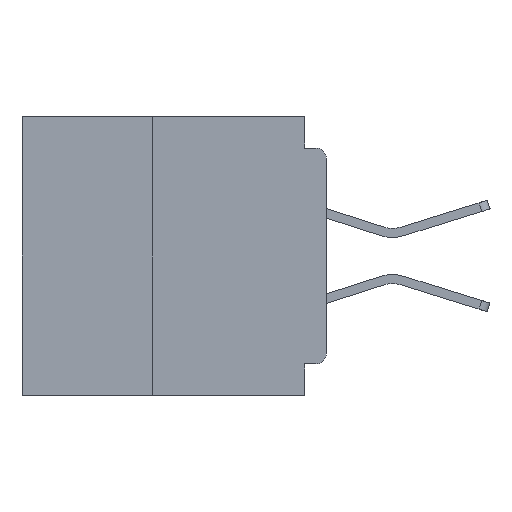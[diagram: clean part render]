
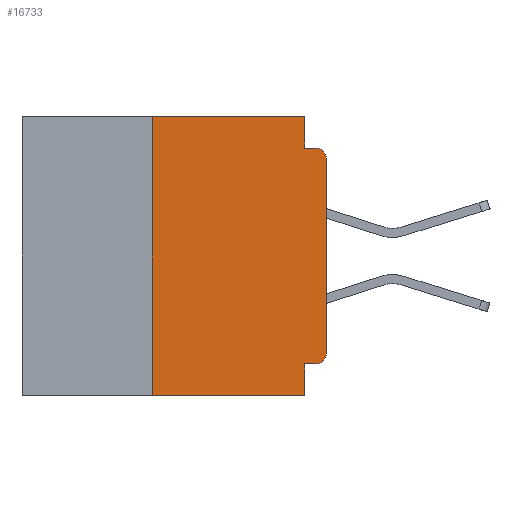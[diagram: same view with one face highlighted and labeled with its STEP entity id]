
A CAD part, left-side view. The second image highlights one B-rep face of the part: STEP entity #16733.
In plain terms, the highlighted planar face has unit normal (-1, 0, 0).
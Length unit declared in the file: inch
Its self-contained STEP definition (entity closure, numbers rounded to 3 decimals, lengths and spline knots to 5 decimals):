
#557 = EDGE_CURVE ( 'NONE', #33564, #10871, #24004, .T. ) ;
#1202 = DIRECTION ( 'NONE',  ( -1., 0., 0. ) ) ;
#1425 = DIRECTION ( 'NONE',  ( 0., -1., 0. ) ) ;
#1867 = VERTEX_POINT ( 'NONE', #1940 ) ;
#1940 = CARTESIAN_POINT ( 'NONE',  ( 0., 0.25, 0. ) ) ;
#2959 = LINE ( 'NONE', #17332, #18424 ) ;
#3083 = VERTEX_POINT ( 'NONE', #26565 ) ;
#4021 = VECTOR ( 'NONE', #11107, 39.37008 ) ;
#4947 = CARTESIAN_POINT ( 'NONE',  ( 0., 0.437, 0. ) ) ;
#5018 = ORIENTED_EDGE ( 'NONE', *, *, #5774, .T. ) ;
#5068 = LINE ( 'NONE', #34159, #36523 ) ;
#5409 = EDGE_CURVE ( 'NONE', #26540, #10499, #34578, .T. ) ;
#5565 = LINE ( 'NONE', #15858, #20992 ) ;
#5774 = EDGE_CURVE ( 'NONE', #12108, #10871, #21379, .T. ) ;
#5953 = ORIENTED_EDGE ( 'NONE', *, *, #14824, .F. ) ;
#6623 = LINE ( 'NONE', #33726, #30952 ) ;
#8174 = DIRECTION ( 'NONE',  ( 0., -1., 0. ) ) ;
#8399 = ORIENTED_EDGE ( 'NONE', *, *, #17199, .T. ) ;
#9042 = ORIENTED_EDGE ( 'NONE', *, *, #39525, .F. ) ;
#9550 = CARTESIAN_POINT ( 'NONE',  ( 0., 0.015, -0.355 ) ) ;
#10499 = VERTEX_POINT ( 'NONE', #26958 ) ;
#10871 = VERTEX_POINT ( 'NONE', #28672 ) ;
#11056 = CARTESIAN_POINT ( 'NONE',  ( 0., 0.437, -0.4 ) ) ;
#11107 = DIRECTION ( 'NONE',  ( 0., -1., 0. ) ) ;
#11347 = ORIENTED_EDGE ( 'NONE', *, *, #16324, .F. ) ;
#11419 = CARTESIAN_POINT ( 'NONE',  ( 0., 0.031, -0.4 ) ) ;
#11463 = AXIS2_PLACEMENT_3D ( 'NONE', #4947, #35442, #17383 ) ;
#11539 = VECTOR ( 'NONE', #30356, 39.37008 ) ;
#11764 = ORIENTED_EDGE ( 'NONE', *, *, #38236, .T. ) ;
#11798 = ORIENTED_EDGE ( 'NONE', *, *, #14271, .F. ) ;
#12108 = VERTEX_POINT ( 'NONE', #30546 ) ;
#12180 = CARTESIAN_POINT ( 'NONE',  ( 0., 0.25, -0.4 ) ) ;
#12974 = DIRECTION ( 'NONE',  ( 0., 1., 0. ) ) ;
#13901 = EDGE_LOOP ( 'NONE', ( #11764, #8399, #5953, #17083, #11798, #11347, #5018, #37883, #9042, #29569 ) ) ;
#14271 = EDGE_CURVE ( 'NONE', #1867, #19107, #2959, .T. ) ;
#14824 = EDGE_CURVE ( 'NONE', #31817, #3083, #16477, .T. ) ;
#15481 = VECTOR ( 'NONE', #1425, 39.37008 ) ;
#15858 = CARTESIAN_POINT ( 'NONE',  ( 0., 0.031, 0. ) ) ;
#15987 = DIRECTION ( 'NONE',  ( 0., 0., -1. ) ) ;
#16324 = EDGE_CURVE ( 'NONE', #12108, #1867, #36667, .T. ) ;
#16477 = LINE ( 'NONE', #37967, #15481 ) ;
#16733 = ADVANCED_FACE ( 'NONE', ( #20606 ), #29423, .F. ) ;
#17083 = ORIENTED_EDGE ( 'NONE', *, *, #23127, .F. ) ;
#17199 = EDGE_CURVE ( 'NONE', #31495, #3083, #19595, .T. ) ;
#17271 = CARTESIAN_POINT ( 'NONE',  ( 0., 0., -0.06 ) ) ;
#17332 = CARTESIAN_POINT ( 'NONE',  ( 0., 0.437, 0. ) ) ;
#17383 = DIRECTION ( 'NONE',  ( 0., 0., -1. ) ) ;
#17857 = DIRECTION ( 'NONE',  ( 0., 0., -1. ) ) ;
#17898 = DIRECTION ( 'NONE',  ( -1., 0., 0. ) ) ;
#17930 = CARTESIAN_POINT ( 'NONE',  ( 0., 0.015, -0.34 ) ) ;
#18256 = CARTESIAN_POINT ( 'NONE',  ( 0., 0.031, 0. ) ) ;
#18424 = VECTOR ( 'NONE', #8174, 39.37008 ) ;
#18715 = DIRECTION ( 'NONE',  ( 0., 0., 1. ) ) ;
#19107 = VERTEX_POINT ( 'NONE', #18256 ) ;
#19595 = CIRCLE ( 'NONE', #35066, 0.015 ) ;
#19725 = CARTESIAN_POINT ( 'NONE',  ( 0., 0.015, -0.06 ) ) ;
#20606 = FACE_OUTER_BOUND ( 'NONE', #13901, .T. ) ;
#20992 = VECTOR ( 'NONE', #15987, 39.37008 ) ;
#21379 = LINE ( 'NONE', #11056, #4021 ) ;
#21918 = CARTESIAN_POINT ( 'NONE',  ( 0., 0.031, -0.045 ) ) ;
#22793 = DIRECTION ( 'NONE',  ( 0., 0., -1. ) ) ;
#23127 = EDGE_CURVE ( 'NONE', #19107, #31817, #5565, .T. ) ;
#23781 = DIRECTION ( 'NONE',  ( 0., 0., -1. ) ) ;
#24004 = LINE ( 'NONE', #11419, #31593 ) ;
#26540 = VERTEX_POINT ( 'NONE', #9550 ) ;
#26565 = CARTESIAN_POINT ( 'NONE',  ( 0., 0.015, -0.045 ) ) ;
#26958 = CARTESIAN_POINT ( 'NONE',  ( 0., 0., -0.34 ) ) ;
#28672 = CARTESIAN_POINT ( 'NONE',  ( 0., 0.031, -0.4 ) ) ;
#29423 = PLANE ( 'NONE',  #11463 ) ;
#29569 = ORIENTED_EDGE ( 'NONE', *, *, #5409, .T. ) ;
#30356 = DIRECTION ( 'NONE',  ( 0., 0., 1. ) ) ;
#30546 = CARTESIAN_POINT ( 'NONE',  ( 0., 0.25, -0.4 ) ) ;
#30952 = VECTOR ( 'NONE', #18715, 39.37008 ) ;
#30984 = AXIS2_PLACEMENT_3D ( 'NONE', #17930, #17898, #17857 ) ;
#31495 = VERTEX_POINT ( 'NONE', #17271 ) ;
#31593 = VECTOR ( 'NONE', #23781, 39.37008 ) ;
#31817 = VERTEX_POINT ( 'NONE', #21918 ) ;
#33564 = VERTEX_POINT ( 'NONE', #38106 ) ;
#33726 = CARTESIAN_POINT ( 'NONE',  ( 0., 0., 0. ) ) ;
#34159 = CARTESIAN_POINT ( 'NONE',  ( 0., 0., -0.355 ) ) ;
#34578 = CIRCLE ( 'NONE', #30984, 0.015 ) ;
#35066 = AXIS2_PLACEMENT_3D ( 'NONE', #19725, #1202, #22793 ) ;
#35442 = DIRECTION ( 'NONE',  ( 1., 0., 0. ) ) ;
#36523 = VECTOR ( 'NONE', #12974, 39.37008 ) ;
#36667 = LINE ( 'NONE', #12180, #11539 ) ;
#37883 = ORIENTED_EDGE ( 'NONE', *, *, #557, .F. ) ;
#37967 = CARTESIAN_POINT ( 'NONE',  ( 0., 0., -0.045 ) ) ;
#38106 = CARTESIAN_POINT ( 'NONE',  ( 0., 0.031, -0.355 ) ) ;
#38236 = EDGE_CURVE ( 'NONE', #10499, #31495, #6623, .T. ) ;
#39525 = EDGE_CURVE ( 'NONE', #26540, #33564, #5068, .T. ) ;
